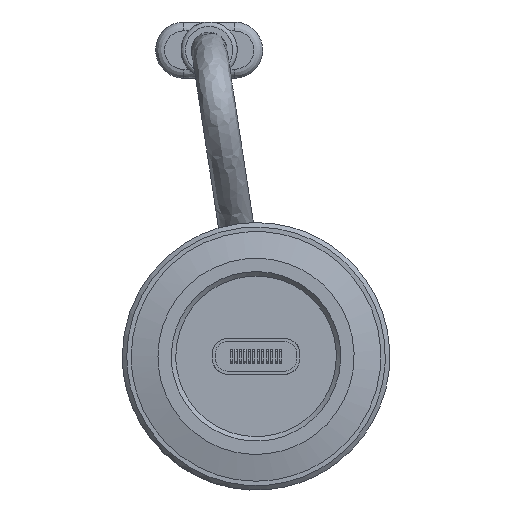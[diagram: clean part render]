
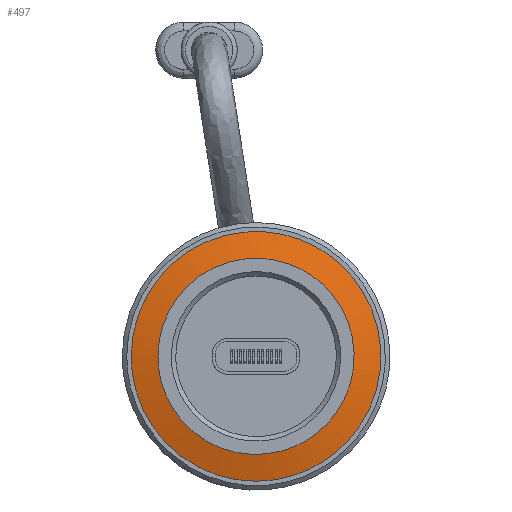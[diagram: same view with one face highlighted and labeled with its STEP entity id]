
A CAD part, front view. The second image highlights one B-rep face of the part: STEP entity #497.
In plain terms, the highlighted free-form (B-spline) face has degree [2, 1] with [7, 2] control points.
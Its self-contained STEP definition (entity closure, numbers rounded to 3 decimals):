
#464 = EDGE_CURVE('',#465,#465,#467,.T.);
#465 = VERTEX_POINT('',#466);
#466 = CARTESIAN_POINT('',(-46.002,-168.098,
    -39.613));
#467 = ( BOUNDED_CURVE() B_SPLINE_CURVE(2,(#468,#469,#470,#471,#472,#473
,#474),.UNSPECIFIED.,.T.,.F.) B_SPLINE_CURVE_WITH_KNOTS((1,2,2,2,2,1),(
    -2.094,0.,2.094,4.189,6.283,
8.378),.UNSPECIFIED.) CURVE() GEOMETRIC_REPRESENTATION_ITEM() 
RATIONAL_B_SPLINE_CURVE((1.,0.5,1.,0.5,1.,0.5,1.)) REPRESENTATION_ITEM(
  '') );
#468 = CARTESIAN_POINT('',(-46.002,-168.098,
    -39.613));
#469 = CARTESIAN_POINT('',(-46.002,-168.098,
    -8.627));
#470 = CARTESIAN_POINT('',(-19.167,-168.098,
    -24.12));
#471 = CARTESIAN_POINT('',(7.667,-168.098,-39.613
    ));
#472 = CARTESIAN_POINT('',(-19.167,-168.098,
    -55.105));
#473 = CARTESIAN_POINT('',(-46.002,-168.098,
    -70.598));
#474 = CARTESIAN_POINT('',(-46.002,-168.098,
    -39.613));
#497 = ADVANCED_FACE('',(#498),#519,.T.);
#498 = FACE_BOUND('',#499,.F.);
#499 = EDGE_LOOP('',(#500,#501,#508,#518));
#500 = ORIENTED_EDGE('',*,*,#464,.T.);
#501 = ORIENTED_EDGE('',*,*,#502,.T.);
#502 = EDGE_CURVE('',#465,#503,#505,.T.);
#503 = VERTEX_POINT('',#504);
#504 = CARTESIAN_POINT('',(-42.168,-169.056,
    -39.613));
#505 = B_SPLINE_CURVE_WITH_KNOTS('',1,(#506,#507),.UNSPECIFIED.,.F.,.F.,
  (2,2),(0.,3.092),.PIECEWISE_BEZIER_KNOTS.);
#506 = CARTESIAN_POINT('',(-46.002,-168.098,
    -39.613));
#507 = CARTESIAN_POINT('',(-42.168,-169.056,
    -39.613));
#508 = ORIENTED_EDGE('',*,*,#509,.F.);
#509 = EDGE_CURVE('',#503,#503,#510,.T.);
#510 = ( BOUNDED_CURVE() B_SPLINE_CURVE(2,(#511,#512,#513,#514,#515,#516
,#517),.UNSPECIFIED.,.T.,.F.) B_SPLINE_CURVE_WITH_KNOTS((1,2,2,2,2,1),(
    -2.094,0.,2.094,4.189,6.283,
8.378),.UNSPECIFIED.) CURVE() GEOMETRIC_REPRESENTATION_ITEM() 
RATIONAL_B_SPLINE_CURVE((1.,0.5,1.,0.5,1.,0.5,1.)) REPRESENTATION_ITEM(
  '') );
#511 = CARTESIAN_POINT('',(-42.168,-169.056,
    -39.613));
#512 = CARTESIAN_POINT('',(-42.168,-169.056,
    -15.267));
#513 = CARTESIAN_POINT('',(-21.084,-169.056,
    -27.44));
#514 = CARTESIAN_POINT('',(0.,-169.056,
    -39.613));
#515 = CARTESIAN_POINT('',(-21.084,-169.056,
    -51.786));
#516 = CARTESIAN_POINT('',(-42.168,-169.056,
    -63.958));
#517 = CARTESIAN_POINT('',(-42.168,-169.056,
    -39.613));
#518 = ORIENTED_EDGE('',*,*,#502,.F.);
#519 = ( BOUNDED_SURFACE() B_SPLINE_SURFACE(2,1,(
    (#520,#521)
    ,(#522,#523)
    ,(#524,#525)
    ,(#526,#527)
    ,(#528,#529)
    ,(#530,#531)
,(#532,#533
    )),.UNSPECIFIED.,.T.,.F.,.F.) B_SPLINE_SURFACE_WITH_KNOTS((1,2,2,2,2
    ,1),(2,2),(-2.094,0.,2.094,4.189,
    6.283,8.378),(-3.092,0.),.UNSPECIFIED.) 
GEOMETRIC_REPRESENTATION_ITEM() RATIONAL_B_SPLINE_SURFACE((
    (1.,1.)
    ,(0.5,0.5)
    ,(1.,1.)
    ,(0.5,0.5)
    ,(1.,1.)
    ,(0.5,0.5)
,(1.,1.))) REPRESENTATION_ITEM('') SURFACE() );
#520 = CARTESIAN_POINT('',(-42.168,-169.056,
    -39.613));
#521 = CARTESIAN_POINT('',(-46.002,-168.098,
    -39.613));
#522 = CARTESIAN_POINT('',(-42.168,-169.056,
    -15.267));
#523 = CARTESIAN_POINT('',(-46.002,-168.098,
    -8.627));
#524 = CARTESIAN_POINT('',(-21.084,-169.056,
    -27.44));
#525 = CARTESIAN_POINT('',(-19.167,-168.098,
    -24.12));
#526 = CARTESIAN_POINT('',(0.,-169.056,
    -39.613));
#527 = CARTESIAN_POINT('',(7.667,-168.098,-39.613
    ));
#528 = CARTESIAN_POINT('',(-21.084,-169.056,
    -51.786));
#529 = CARTESIAN_POINT('',(-19.167,-168.098,
    -55.105));
#530 = CARTESIAN_POINT('',(-42.168,-169.056,
    -63.958));
#531 = CARTESIAN_POINT('',(-46.002,-168.098,
    -70.598));
#532 = CARTESIAN_POINT('',(-42.168,-169.056,
    -39.613));
#533 = CARTESIAN_POINT('',(-46.002,-168.098,
    -39.613));
